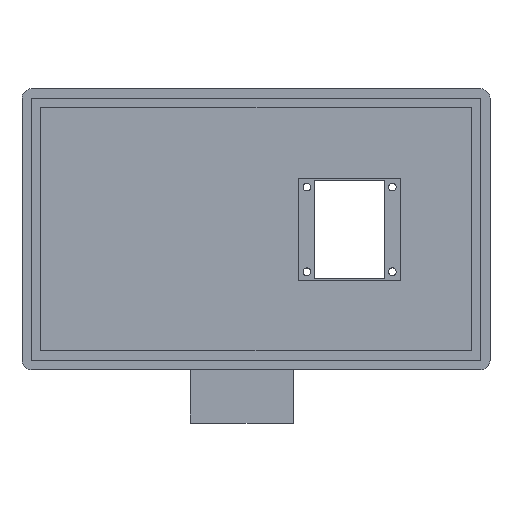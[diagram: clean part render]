
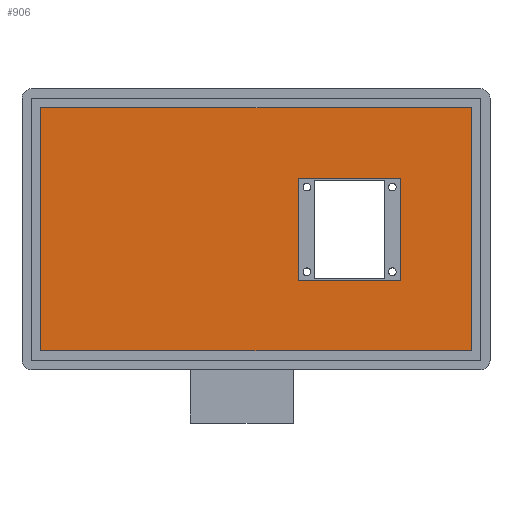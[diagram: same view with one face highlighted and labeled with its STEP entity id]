
A CAD part, top view. The second image highlights one B-rep face of the part: STEP entity #906.
In plain terms, the highlighted planar face has unit normal (0, 0, 1).
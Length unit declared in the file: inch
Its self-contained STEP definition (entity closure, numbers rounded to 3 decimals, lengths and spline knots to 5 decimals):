
#29=FACE_BOUND('',#180,.T.);
#65=PLANE('',#1000);
#115=FACE_OUTER_BOUND('',#179,.T.);
#179=EDGE_LOOP('',(#822,#823,#824,#825));
#180=EDGE_LOOP('',(#826,#827,#828,#829));
#276=LINE('',#1443,#368);
#280=LINE('',#1451,#372);
#283=LINE('',#1457,#375);
#286=LINE('',#1462,#378);
#296=LINE('',#1484,#388);
#300=LINE('',#1492,#392);
#303=LINE('',#1498,#395);
#306=LINE('',#1503,#398);
#368=VECTOR('',#1195,0.3937);
#372=VECTOR('',#1201,0.3937);
#375=VECTOR('',#1206,0.3937);
#378=VECTOR('',#1211,0.3937);
#388=VECTOR('',#1233,0.3937);
#392=VECTOR('',#1239,0.3937);
#395=VECTOR('',#1244,0.3937);
#398=VECTOR('',#1249,0.3937);
#458=VERTEX_POINT('',#1441);
#459=VERTEX_POINT('',#1442);
#462=VERTEX_POINT('',#1450);
#464=VERTEX_POINT('',#1456);
#470=VERTEX_POINT('',#1482);
#471=VERTEX_POINT('',#1483);
#474=VERTEX_POINT('',#1491);
#476=VERTEX_POINT('',#1497);
#568=EDGE_CURVE('',#458,#459,#276,.T.);
#572=EDGE_CURVE('',#462,#458,#280,.T.);
#575=EDGE_CURVE('',#464,#462,#283,.T.);
#578=EDGE_CURVE('',#459,#464,#286,.T.);
#588=EDGE_CURVE('',#470,#471,#296,.F.);
#592=EDGE_CURVE('',#474,#470,#300,.F.);
#595=EDGE_CURVE('',#476,#474,#303,.F.);
#598=EDGE_CURVE('',#471,#476,#306,.F.);
#822=ORIENTED_EDGE('',*,*,#598,.T.);
#823=ORIENTED_EDGE('',*,*,#595,.T.);
#824=ORIENTED_EDGE('',*,*,#592,.T.);
#825=ORIENTED_EDGE('',*,*,#588,.T.);
#826=ORIENTED_EDGE('',*,*,#568,.T.);
#827=ORIENTED_EDGE('',*,*,#578,.T.);
#828=ORIENTED_EDGE('',*,*,#575,.T.);
#829=ORIENTED_EDGE('',*,*,#572,.T.);
#906=ADVANCED_FACE('',(#115,#29),#65,.T.);
#1000=AXIS2_PLACEMENT_3D('',#1505,#1251,#1252);
#1195=DIRECTION('',(-1.,0.,0.));
#1201=DIRECTION('',(0.,-1.,0.));
#1206=DIRECTION('',(1.,0.,0.));
#1211=DIRECTION('',(0.,1.,0.));
#1233=DIRECTION('',(1.,0.,0.));
#1239=DIRECTION('',(0.,-1.,0.));
#1244=DIRECTION('',(-1.,0.,0.));
#1249=DIRECTION('',(0.,1.,0.));
#1251=DIRECTION('center_axis',(0.,0.,1.));
#1252=DIRECTION('ref_axis',(1.,0.,0.));
#1441=CARTESIAN_POINT('',(4.04725,0.95794,0.2));
#1442=CARTESIAN_POINT('',(2.95275,0.95794,0.2));
#1443=CARTESIAN_POINT('',(3.27363,0.95794,0.2));
#1450=CARTESIAN_POINT('',(4.04725,2.04206,0.2));
#1451=CARTESIAN_POINT('',(4.04725,1.77103,0.2));
#1456=CARTESIAN_POINT('',(2.95275,2.04206,0.2));
#1457=CARTESIAN_POINT('',(2.72638,2.04206,0.2));
#1462=CARTESIAN_POINT('',(2.95275,1.22897,0.2));
#1482=CARTESIAN_POINT('',(4.8,2.8,0.2));
#1483=CARTESIAN_POINT('',(0.2,2.8,0.2));
#1484=CARTESIAN_POINT('',(3.75,2.8,0.2));
#1491=CARTESIAN_POINT('',(4.8,0.2,0.2));
#1492=CARTESIAN_POINT('',(4.8,0.75,0.2));
#1497=CARTESIAN_POINT('',(0.2,0.2,0.2));
#1498=CARTESIAN_POINT('',(1.25,0.2,0.2));
#1503=CARTESIAN_POINT('',(0.2,2.25,0.2));
#1505=CARTESIAN_POINT('Origin',(2.5,1.5,0.2));
